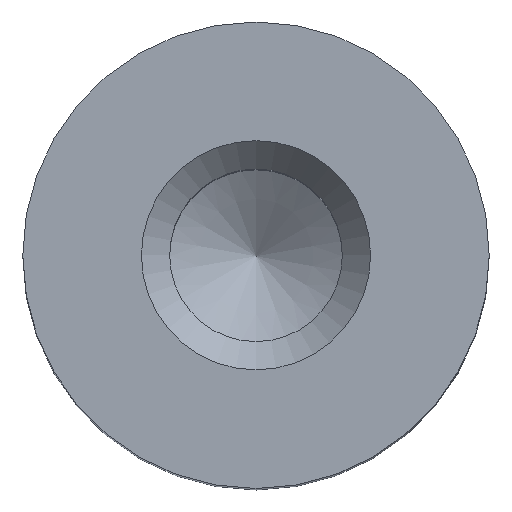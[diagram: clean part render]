
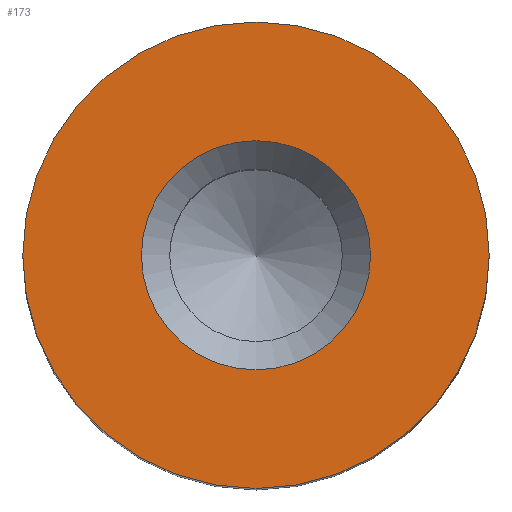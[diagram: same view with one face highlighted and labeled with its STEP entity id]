
A CAD part, top view. The second image highlights one B-rep face of the part: STEP entity #173.
In plain terms, the highlighted planar face has unit normal (0, 0, 1).
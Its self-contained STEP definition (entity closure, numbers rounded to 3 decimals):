
#24=PLANE('',#193);
#34=ORIENTED_EDGE('',*,*,#48,.T.);
#35=ORIENTED_EDGE('',*,*,#47,.F.);
#47=EDGE_CURVE('',#55,#55,#64,.T.);
#48=EDGE_CURVE('',#56,#56,#65,.T.);
#55=VERTEX_POINT('',#252);
#56=VERTEX_POINT('',#255);
#64=CIRCLE('',#192,1.65);
#65=CIRCLE('',#194,0.811);
#75=EDGE_LOOP('',(#34));
#76=EDGE_LOOP('',(#35));
#91=FACE_BOUND('',#75,.T.);
#92=FACE_BOUND('',#76,.T.);
#173=ADVANCED_FACE('',(#91,#92),#24,.T.);
#192=AXIS2_PLACEMENT_3D('',#251,#220,#221);
#193=AXIS2_PLACEMENT_3D('',#253,#222,#223);
#194=AXIS2_PLACEMENT_3D('',#254,#224,#225);
#220=DIRECTION('',(0.,0.,-1.));
#221=DIRECTION('',(-1.,0.,0.));
#222=DIRECTION('',(0.,0.,1.));
#223=DIRECTION('',(1.,0.,0.));
#224=DIRECTION('',(0.,0.,-1.));
#225=DIRECTION('',(1.,0.,0.));
#251=CARTESIAN_POINT('',(0.,0.,6.));
#252=CARTESIAN_POINT('',(-1.65,0.,6.));
#253=CARTESIAN_POINT('',(-1.65,0.,6.));
#254=CARTESIAN_POINT('',(0.,0.,6.));
#255=CARTESIAN_POINT('',(0.811,0.,6.));
